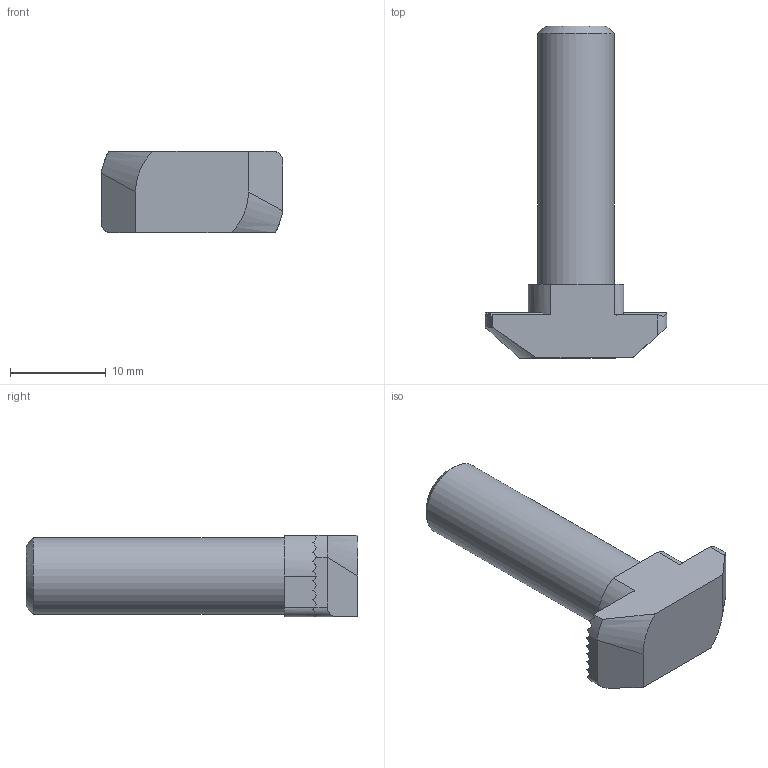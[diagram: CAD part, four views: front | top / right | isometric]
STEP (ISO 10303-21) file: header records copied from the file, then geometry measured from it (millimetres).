
FILE_DESCRIPTION(/* description */ (''),/* implementation_level */ '2;1');
FILE_NAME(/* name */ '1008430.stp',/* time_stamp */ '2024-07-23T10:29:05+02:00',/* author */ ('Bo'),/* organization */ (''),/* preprocessor_version */ 'ST-DEVELOPER v20',/* originating_system */ 'Autodesk Inventor 2025',/* authorisation */ ' ');
FILE_SCHEMA (('AUTOMOTIVE_DESIGN { 1 0 10303 214 3 1 1 }'));
Length unit declared in the file: millimetre
Products named in the file (1): 1008430
Bounding box: 19 x 34.7 x 8.5 mm (x, y, z)
Volume: 2216.9 mm3; surface area: 1298.9 mm2
Topology: 1 solids, 1 shells, 80 faces, 224 edges, 148 vertices
Faces by surface type: plane 52, cylinder 25, bspline 2, cone 1
Full cylindrical faces by diameter (mm): 8 x1
Entity records: 2772 total; most frequent: CARTESIAN_POINT 629, ORIENTED_EDGE 448, DIRECTION 434, EDGE_CURVE 224, AXIS2_PLACEMENT_3D 149, VERTEX_POINT 148, LINE 136, VECTOR 136
